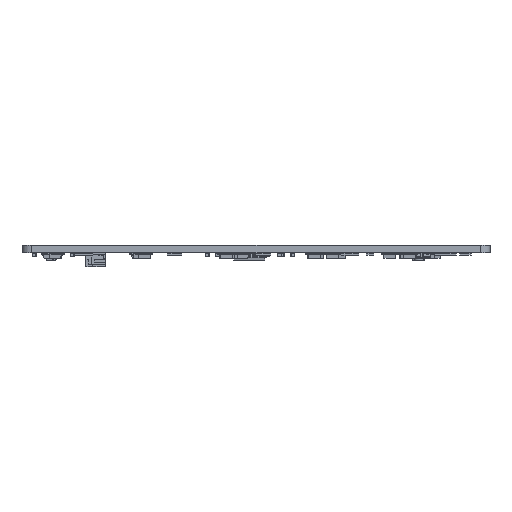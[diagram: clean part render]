
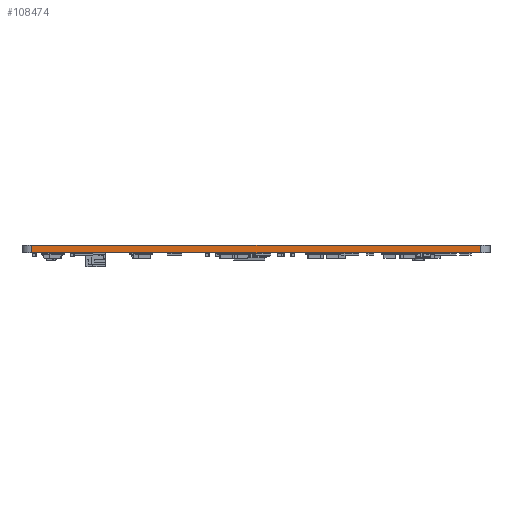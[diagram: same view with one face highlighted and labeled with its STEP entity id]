
A CAD part, left-side view. The second image highlights one B-rep face of the part: STEP entity #108474.
In plain terms, the highlighted planar face has unit normal (-1, 0, 0).
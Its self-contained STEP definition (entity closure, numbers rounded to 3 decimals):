
#108474 = ADVANCED_FACE('',(#108475),#108489,.T.);
#108475 = FACE_BOUND('',#108476,.T.);
#108476 = EDGE_LOOP('',(#108477,#108512,#108540,#108568));
#108477 = ORIENTED_EDGE('',*,*,#108478,.T.);
#108478 = EDGE_CURVE('',#108479,#108481,#108483,.T.);
#108479 = VERTEX_POINT('',#108480);
#108480 = CARTESIAN_POINT('',(70.247,-182.464,0.));
#108481 = VERTEX_POINT('',#108482);
#108482 = CARTESIAN_POINT('',(70.247,-182.464,1.6));
#108483 = SURFACE_CURVE('',#108484,(#108488,#108500),.PCURVE_S1.);
#108484 = LINE('',#108485,#108486);
#108485 = CARTESIAN_POINT('',(70.247,-182.464,0.));
#108486 = VECTOR('',#108487,1.);
#108487 = DIRECTION('',(0.,0.,1.));
#108488 = PCURVE('',#108489,#108494);
#108489 = PLANE('',#108490);
#108490 = AXIS2_PLACEMENT_3D('',#108491,#108492,#108493);
#108491 = CARTESIAN_POINT('',(70.247,-182.464,0.));
#108492 = DIRECTION('',(-1.,0.,0.));
#108493 = DIRECTION('',(0.,1.,0.));
#108494 = DEFINITIONAL_REPRESENTATION('',(#108495),#108499);
#108495 = LINE('',#108496,#108497);
#108496 = CARTESIAN_POINT('',(0.,0.));
#108497 = VECTOR('',#108498,1.);
#108498 = DIRECTION('',(0.,-1.));
#108499 = ( GEOMETRIC_REPRESENTATION_CONTEXT(2) 
PARAMETRIC_REPRESENTATION_CONTEXT() REPRESENTATION_CONTEXT('2D SPACE',''
  ) );
#108500 = PCURVE('',#108501,#108506);
#108501 = CYLINDRICAL_SURFACE('',#108502,2.084);
#108502 = AXIS2_PLACEMENT_3D('',#108503,#108504,#108505);
#108503 = CARTESIAN_POINT('',(72.331,-182.464,0.));
#108504 = DIRECTION('',(-0.,-0.,-1.));
#108505 = DIRECTION('',(1.,0.,-0.));
#108506 = DEFINITIONAL_REPRESENTATION('',(#108507),#108511);
#108507 = LINE('',#108508,#108509);
#108508 = CARTESIAN_POINT('',(-3.142,0.));
#108509 = VECTOR('',#108510,1.);
#108510 = DIRECTION('',(-0.,-1.));
#108511 = ( GEOMETRIC_REPRESENTATION_CONTEXT(2) 
PARAMETRIC_REPRESENTATION_CONTEXT() REPRESENTATION_CONTEXT('2D SPACE',''
  ) );
#108512 = ORIENTED_EDGE('',*,*,#108513,.T.);
#108513 = EDGE_CURVE('',#108481,#108514,#108516,.T.);
#108514 = VERTEX_POINT('',#108515);
#108515 = CARTESIAN_POINT('',(70.247,-86.618,1.6));
#108516 = SURFACE_CURVE('',#108517,(#108521,#108528),.PCURVE_S1.);
#108517 = LINE('',#108518,#108519);
#108518 = CARTESIAN_POINT('',(70.247,-182.464,1.6));
#108519 = VECTOR('',#108520,1.);
#108520 = DIRECTION('',(0.,1.,0.));
#108521 = PCURVE('',#108489,#108522);
#108522 = DEFINITIONAL_REPRESENTATION('',(#108523),#108527);
#108523 = LINE('',#108524,#108525);
#108524 = CARTESIAN_POINT('',(0.,-1.6));
#108525 = VECTOR('',#108526,1.);
#108526 = DIRECTION('',(1.,0.));
#108527 = ( GEOMETRIC_REPRESENTATION_CONTEXT(2) 
PARAMETRIC_REPRESENTATION_CONTEXT() REPRESENTATION_CONTEXT('2D SPACE',''
  ) );
#108528 = PCURVE('',#108529,#108534);
#108529 = PLANE('',#108530);
#108530 = AXIS2_PLACEMENT_3D('',#108531,#108532,#108533);
#108531 = CARTESIAN_POINT('',(227.411,-134.541,1.6));
#108532 = DIRECTION('',(-0.,-0.,-1.));
#108533 = DIRECTION('',(-1.,0.,0.));
#108534 = DEFINITIONAL_REPRESENTATION('',(#108535),#108539);
#108535 = LINE('',#108536,#108537);
#108536 = CARTESIAN_POINT('',(157.164,-47.923));
#108537 = VECTOR('',#108538,1.);
#108538 = DIRECTION('',(0.,1.));
#108539 = ( GEOMETRIC_REPRESENTATION_CONTEXT(2) 
PARAMETRIC_REPRESENTATION_CONTEXT() REPRESENTATION_CONTEXT('2D SPACE',''
  ) );
#108540 = ORIENTED_EDGE('',*,*,#108541,.F.);
#108541 = EDGE_CURVE('',#108542,#108514,#108544,.T.);
#108542 = VERTEX_POINT('',#108543);
#108543 = CARTESIAN_POINT('',(70.247,-86.618,0.));
#108544 = SURFACE_CURVE('',#108545,(#108549,#108556),.PCURVE_S1.);
#108545 = LINE('',#108546,#108547);
#108546 = CARTESIAN_POINT('',(70.247,-86.618,0.));
#108547 = VECTOR('',#108548,1.);
#108548 = DIRECTION('',(0.,0.,1.));
#108549 = PCURVE('',#108489,#108550);
#108550 = DEFINITIONAL_REPRESENTATION('',(#108551),#108555);
#108551 = LINE('',#108552,#108553);
#108552 = CARTESIAN_POINT('',(95.846,0.));
#108553 = VECTOR('',#108554,1.);
#108554 = DIRECTION('',(0.,-1.));
#108555 = ( GEOMETRIC_REPRESENTATION_CONTEXT(2) 
PARAMETRIC_REPRESENTATION_CONTEXT() REPRESENTATION_CONTEXT('2D SPACE',''
  ) );
#108556 = PCURVE('',#108557,#108562);
#108557 = CYLINDRICAL_SURFACE('',#108558,2.084);
#108558 = AXIS2_PLACEMENT_3D('',#108559,#108560,#108561);
#108559 = CARTESIAN_POINT('',(72.331,-86.619,0.));
#108560 = DIRECTION('',(-0.,-0.,-1.));
#108561 = DIRECTION('',(1.,0.,-0.));
#108562 = DEFINITIONAL_REPRESENTATION('',(#108563),#108567);
#108563 = LINE('',#108564,#108565);
#108564 = CARTESIAN_POINT('',(-3.142,0.));
#108565 = VECTOR('',#108566,1.);
#108566 = DIRECTION('',(-0.,-1.));
#108567 = ( GEOMETRIC_REPRESENTATION_CONTEXT(2) 
PARAMETRIC_REPRESENTATION_CONTEXT() REPRESENTATION_CONTEXT('2D SPACE',''
  ) );
#108568 = ORIENTED_EDGE('',*,*,#108569,.F.);
#108569 = EDGE_CURVE('',#108479,#108542,#108570,.T.);
#108570 = SURFACE_CURVE('',#108571,(#108575,#108582),.PCURVE_S1.);
#108571 = LINE('',#108572,#108573);
#108572 = CARTESIAN_POINT('',(70.247,-182.464,0.));
#108573 = VECTOR('',#108574,1.);
#108574 = DIRECTION('',(0.,1.,0.));
#108575 = PCURVE('',#108489,#108576);
#108576 = DEFINITIONAL_REPRESENTATION('',(#108577),#108581);
#108577 = LINE('',#108578,#108579);
#108578 = CARTESIAN_POINT('',(0.,0.));
#108579 = VECTOR('',#108580,1.);
#108580 = DIRECTION('',(1.,0.));
#108581 = ( GEOMETRIC_REPRESENTATION_CONTEXT(2) 
PARAMETRIC_REPRESENTATION_CONTEXT() REPRESENTATION_CONTEXT('2D SPACE',''
  ) );
#108582 = PCURVE('',#108583,#108588);
#108583 = PLANE('',#108584);
#108584 = AXIS2_PLACEMENT_3D('',#108585,#108586,#108587);
#108585 = CARTESIAN_POINT('',(227.411,-134.541,0.));
#108586 = DIRECTION('',(-0.,-0.,-1.));
#108587 = DIRECTION('',(-1.,0.,0.));
#108588 = DEFINITIONAL_REPRESENTATION('',(#108589),#108593);
#108589 = LINE('',#108590,#108591);
#108590 = CARTESIAN_POINT('',(157.164,-47.923));
#108591 = VECTOR('',#108592,1.);
#108592 = DIRECTION('',(0.,1.));
#108593 = ( GEOMETRIC_REPRESENTATION_CONTEXT(2) 
PARAMETRIC_REPRESENTATION_CONTEXT() REPRESENTATION_CONTEXT('2D SPACE',''
  ) );
